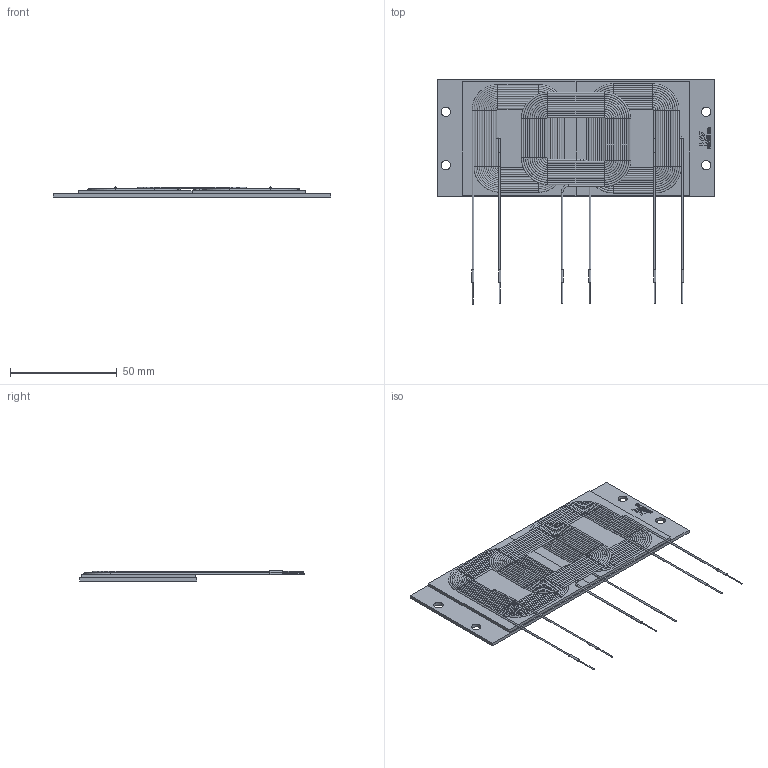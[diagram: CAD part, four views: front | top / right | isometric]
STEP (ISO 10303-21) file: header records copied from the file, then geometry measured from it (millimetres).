
FILE_DESCRIPTION(/* description */ ('Unknown'),/* implementation_level */ '2;1');
FILE_NAME(/* name */ 'L_Wurth_WE-WPCC-ARRAY_760308106',/* time_stamp */ '2025-04-22T10:42:00+08:00',/* author */ ('Unknown'),/* organization */ ('Unknown'),/* preprocessor_version */ 'ST-DEVELOPER v19.4',/* originating_system */ 'Solid Edge',/* authorisation */ 'Unknown');
FILE_SCHEMA (('AUTOMOTIVE_DESIGN {1 0 10303 214 3 1 1}'));
Length unit declared in the file: millimetre
Products named in the file (2): L_Wurth_WE-WPCC-ARRAY_760308106
Assembly tree (1 placements, depth 2):
  L_Wurth_WE-WPCC-ARRAY_760308106
    L_Wurth_WE-WPCC-ARRAY_760308106
Bounding box: 130 x 105 x 4.72 mm (x, y, z)
Volume: 21827.8 mm3; surface area: 40350.6 mm2
Topology: 6 solids, 6 shells, 462 faces, 948 edges, 528 vertices
Faces by surface type: cylinder 176, torus 162, plane 100, bspline 24
Full cylindrical faces by diameter (mm): 0.5 x6, 0.8 x160, 1 x6, 4.4 x4
Entity records: 13967 total; most frequent: CARTESIAN_POINT 2552, DIRECTION 1740, ORIENTED_EDGE 1186, EDGE_LOOP 848, FACE_BOUND 848, AXIS2_PLACEMENT_3D 797, EDGE_CURVE 593, VERTEX_POINT 521
